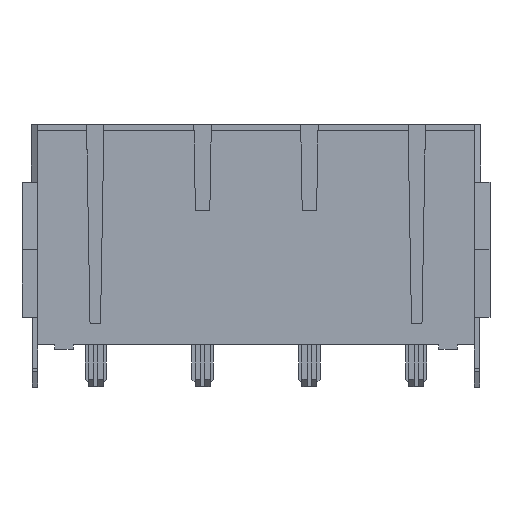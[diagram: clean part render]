
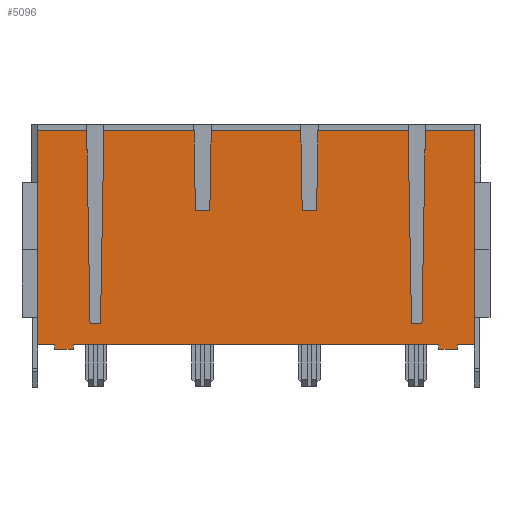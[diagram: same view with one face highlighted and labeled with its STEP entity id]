
A CAD part, front view. The second image highlights one B-rep face of the part: STEP entity #5096.
In plain terms, the highlighted planar face has unit normal (0, -1, 0).
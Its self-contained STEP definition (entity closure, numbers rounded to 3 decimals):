
#49=DIRECTION('',(0.017,0.,-1.));
#50=VECTOR('',#49,18.103);
#51=CARTESIAN_POINT('',(14.244,-3.95,9.8));
#52=LINE('',#51,#50);
#53=DIRECTION('',(0.017,0.,1.));
#54=VECTOR('',#53,18.103);
#55=CARTESIAN_POINT('',(15.54,-3.95,-8.3));
#56=LINE('',#55,#54);
#57=DIRECTION('',(1.,0.,0.));
#58=VECTOR('',#57,4.594);
#59=CARTESIAN_POINT('',(15.856,-3.95,9.8));
#60=LINE('',#59,#58);
#61=DIRECTION('',(0.,0.,-1.));
#62=VECTOR('',#61,20.1);
#63=CARTESIAN_POINT('',(20.45,-3.95,9.8));
#64=LINE('',#63,#62);
#65=DIRECTION('',(-1.,0.,0.));
#66=VECTOR('',#65,1.62);
#67=CARTESIAN_POINT('',(20.45,-3.95,-10.3));
#68=LINE('',#67,#66);
#69=DIRECTION('',(0.,0.,1.));
#70=VECTOR('',#69,0.4);
#71=CARTESIAN_POINT('',(17.13,-3.95,-10.7));
#72=LINE('',#71,#70);
#73=DIRECTION('',(-1.,0.,0.));
#74=VECTOR('',#73,34.26);
#75=CARTESIAN_POINT('',(17.13,-3.95,-10.3));
#76=LINE('',#75,#74);
#77=DIRECTION('',(0.,0.,1.));
#78=VECTOR('',#77,0.4);
#79=CARTESIAN_POINT('',(-18.83,-3.95,-10.7));
#80=LINE('',#79,#78);
#81=DIRECTION('',(-1.,0.,0.));
#82=VECTOR('',#81,1.62);
#83=CARTESIAN_POINT('',(-18.83,-3.95,-10.3));
#84=LINE('',#83,#82);
#85=DIRECTION('',(1.,0.,0.));
#86=VECTOR('',#85,4.594);
#87=CARTESIAN_POINT('',(-20.45,-3.95,9.8));
#88=LINE('',#87,#86);
#89=DIRECTION('',(0.017,0.,-1.));
#90=VECTOR('',#89,18.103);
#91=CARTESIAN_POINT('',(-15.856,-3.95,9.8));
#92=LINE('',#91,#90);
#93=DIRECTION('',(0.017,0.,1.));
#94=VECTOR('',#93,18.103);
#95=CARTESIAN_POINT('',(-14.56,-3.95,-8.3));
#96=LINE('',#95,#94);
#97=DIRECTION('',(1.,0.,0.));
#98=VECTOR('',#97,8.438);
#99=CARTESIAN_POINT('',(-14.244,-3.95,9.8));
#100=LINE('',#99,#98);
#101=DIRECTION('',(0.017,0.,-1.));
#102=VECTOR('',#101,7.501);
#103=CARTESIAN_POINT('',(-5.806,-3.95,9.8));
#104=LINE('',#103,#102);
#105=DIRECTION('',(0.017,0.,1.));
#106=VECTOR('',#105,7.501);
#107=CARTESIAN_POINT('',(-4.325,-3.95,2.3));
#108=LINE('',#107,#106);
#109=DIRECTION('',(1.,0.,0.));
#110=VECTOR('',#109,8.388);
#111=CARTESIAN_POINT('',(-4.194,-3.95,9.8));
#112=LINE('',#111,#110);
#113=DIRECTION('',(0.017,0.,-1.));
#114=VECTOR('',#113,7.501);
#115=CARTESIAN_POINT('',(4.194,-3.95,9.8));
#116=LINE('',#115,#114);
#117=DIRECTION('',(0.017,0.,1.));
#118=VECTOR('',#117,7.501);
#119=CARTESIAN_POINT('',(5.675,-3.95,2.3));
#120=LINE('',#119,#118);
#121=DIRECTION('',(1.,0.,0.));
#122=VECTOR('',#121,8.438);
#123=CARTESIAN_POINT('',(5.806,-3.95,9.8));
#124=LINE('',#123,#122);
#149=DIRECTION('',(-1.,0.,0.));
#150=VECTOR('',#149,1.35);
#151=CARTESIAN_POINT('',(5.675,-3.95,2.3));
#152=LINE('',#151,#150);
#181=DIRECTION('',(-1.,0.,0.));
#182=VECTOR('',#181,1.35);
#183=CARTESIAN_POINT('',(-4.325,-3.95,2.3));
#184=LINE('',#183,#182);
#213=DIRECTION('',(-1.,0.,0.));
#214=VECTOR('',#213,0.98);
#215=CARTESIAN_POINT('',(-14.56,-3.95,-8.3));
#216=LINE('',#215,#214);
#261=DIRECTION('',(0.,0.,-1.));
#262=VECTOR('',#261,20.1);
#263=CARTESIAN_POINT('',(-20.45,-3.95,9.8));
#264=LINE('',#263,#262);
#1609=DIRECTION('',(0.,0.,1.));
#1610=VECTOR('',#1609,0.4);
#1611=CARTESIAN_POINT('',(18.83,-3.95,-10.7));
#1612=LINE('',#1611,#1610);
#1617=DIRECTION('',(1.,0.,0.));
#1618=VECTOR('',#1617,1.7);
#1619=CARTESIAN_POINT('',(17.13,-3.95,-10.7));
#1620=LINE('',#1619,#1618);
#1697=DIRECTION('',(-1.,0.,0.));
#1698=VECTOR('',#1697,0.98);
#1699=CARTESIAN_POINT('',(15.54,-3.95,-8.3));
#1700=LINE('',#1699,#1698);
#2581=DIRECTION('',(1.,0.,0.));
#2582=VECTOR('',#2581,1.7);
#2583=CARTESIAN_POINT('',(-18.83,-3.95,-10.7));
#2584=LINE('',#2583,#2582);
#2597=DIRECTION('',(0.,0.,1.));
#2598=VECTOR('',#2597,0.4);
#2599=CARTESIAN_POINT('',(-17.13,-3.95,-10.7));
#2600=LINE('',#2599,#2598);
#3621=CARTESIAN_POINT('',(-17.13,-3.95,-10.3));
#3622=VERTEX_POINT('',#3621);
#3623=CARTESIAN_POINT('',(17.13,-3.95,-10.3));
#3624=VERTEX_POINT('',#3623);
#3759=CARTESIAN_POINT('',(18.83,-3.95,-10.3));
#3760=VERTEX_POINT('',#3759);
#3761=CARTESIAN_POINT('',(20.45,-3.95,-10.3));
#3762=VERTEX_POINT('',#3761);
#3765=CARTESIAN_POINT('',(-20.45,-3.95,-10.3));
#3767=VERTEX_POINT('',#3765);
#3769=CARTESIAN_POINT('',(-18.83,-3.95,-10.3));
#3770=VERTEX_POINT('',#3769);
#3795=CARTESIAN_POINT('',(17.13,-3.95,-10.7));
#3796=VERTEX_POINT('',#3795);
#3797=CARTESIAN_POINT('',(14.244,-3.95,9.8));
#3798=CARTESIAN_POINT('',(14.56,-3.95,-8.3));
#3799=VERTEX_POINT('',#3797);
#3800=VERTEX_POINT('',#3798);
#3801=CARTESIAN_POINT('',(15.54,-3.95,-8.3));
#3802=VERTEX_POINT('',#3801);
#3803=CARTESIAN_POINT('',(15.856,-3.95,9.8));
#3804=VERTEX_POINT('',#3803);
#3805=CARTESIAN_POINT('',(20.45,-3.95,9.8));
#3806=VERTEX_POINT('',#3805);
#3807=CARTESIAN_POINT('',(18.83,-3.95,-10.7));
#3808=VERTEX_POINT('',#3807);
#3809=CARTESIAN_POINT('',(-17.13,-3.95,-10.7));
#3810=VERTEX_POINT('',#3809);
#3811=CARTESIAN_POINT('',(-18.83,-3.95,-10.7));
#3812=VERTEX_POINT('',#3811);
#3813=CARTESIAN_POINT('',(-20.45,-3.95,9.8));
#3814=VERTEX_POINT('',#3813);
#3815=CARTESIAN_POINT('',(-15.856,-3.95,9.8));
#3816=VERTEX_POINT('',#3815);
#3817=CARTESIAN_POINT('',(-15.54,-3.95,-8.3));
#3818=VERTEX_POINT('',#3817);
#3819=CARTESIAN_POINT('',(-14.56,-3.95,-8.3));
#3820=VERTEX_POINT('',#3819);
#3821=CARTESIAN_POINT('',(-14.244,-3.95,9.8));
#3822=VERTEX_POINT('',#3821);
#3823=CARTESIAN_POINT('',(-5.806,-3.95,9.8));
#3824=VERTEX_POINT('',#3823);
#3825=CARTESIAN_POINT('',(-5.675,-3.95,2.3));
#3826=VERTEX_POINT('',#3825);
#3827=CARTESIAN_POINT('',(-4.325,-3.95,2.3));
#3828=VERTEX_POINT('',#3827);
#3829=CARTESIAN_POINT('',(-4.194,-3.95,9.8));
#3830=VERTEX_POINT('',#3829);
#3831=CARTESIAN_POINT('',(4.194,-3.95,9.8));
#3832=VERTEX_POINT('',#3831);
#3833=CARTESIAN_POINT('',(4.325,-3.95,2.3));
#3834=VERTEX_POINT('',#3833);
#3835=CARTESIAN_POINT('',(5.675,-3.95,2.3));
#3836=VERTEX_POINT('',#3835);
#3837=CARTESIAN_POINT('',(5.806,-3.95,9.8));
#3838=VERTEX_POINT('',#3837);
#5035=CARTESIAN_POINT('',(20.45,-3.95,-10.3));
#5036=DIRECTION('',(0.,1.,0.));
#5037=DIRECTION('',(0.,0.,1.));
#5038=AXIS2_PLACEMENT_3D('',#5035,#5036,#5037);
#5039=PLANE('',#5038);
#5041=ORIENTED_EDGE('',*,*,#5040,.T.);
#5043=ORIENTED_EDGE('',*,*,#5042,.F.);
#5045=ORIENTED_EDGE('',*,*,#5044,.T.);
#5047=ORIENTED_EDGE('',*,*,#5046,.T.);
#5049=ORIENTED_EDGE('',*,*,#5048,.T.);
#5051=ORIENTED_EDGE('',*,*,#5050,.T.);
#5053=ORIENTED_EDGE('',*,*,#5052,.F.);
#5055=ORIENTED_EDGE('',*,*,#5054,.F.);
#5056=ORIENTED_EDGE('',*,*,#5021,.T.);
#5057=ORIENTED_EDGE('',*,*,#4802,.T.);
#5059=ORIENTED_EDGE('',*,*,#5058,.F.);
#5061=ORIENTED_EDGE('',*,*,#5060,.F.);
#5063=ORIENTED_EDGE('',*,*,#5062,.T.);
#5065=ORIENTED_EDGE('',*,*,#5064,.T.);
#5067=ORIENTED_EDGE('',*,*,#5066,.F.);
#5069=ORIENTED_EDGE('',*,*,#5068,.T.);
#5071=ORIENTED_EDGE('',*,*,#5070,.T.);
#5073=ORIENTED_EDGE('',*,*,#5072,.F.);
#5075=ORIENTED_EDGE('',*,*,#5074,.T.);
#5077=ORIENTED_EDGE('',*,*,#5076,.T.);
#5079=ORIENTED_EDGE('',*,*,#5078,.T.);
#5081=ORIENTED_EDGE('',*,*,#5080,.F.);
#5083=ORIENTED_EDGE('',*,*,#5082,.T.);
#5085=ORIENTED_EDGE('',*,*,#5084,.T.);
#5087=ORIENTED_EDGE('',*,*,#5086,.T.);
#5089=ORIENTED_EDGE('',*,*,#5088,.F.);
#5091=ORIENTED_EDGE('',*,*,#5090,.T.);
#5093=ORIENTED_EDGE('',*,*,#5092,.T.);
#5094=EDGE_LOOP('',(#5041,#5043,#5045,#5047,#5049,#5051,#5053,#5055,#5056,#5057,
#5059,#5061,#5063,#5065,#5067,#5069,#5071,#5073,#5075,#5077,#5079,#5081,#5083,
#5085,#5087,#5089,#5091,#5093));
#5095=FACE_OUTER_BOUND('',#5094,.F.);
#4802=EDGE_CURVE('',#3624,#3622,#76,.T.);
#5021=EDGE_CURVE('',#3796,#3624,#72,.T.);
#5040=EDGE_CURVE('',#3799,#3800,#52,.T.);
#5042=EDGE_CURVE('',#3802,#3800,#1700,.T.);
#5044=EDGE_CURVE('',#3802,#3804,#56,.T.);
#5046=EDGE_CURVE('',#3804,#3806,#60,.T.);
#5048=EDGE_CURVE('',#3806,#3762,#64,.T.);
#5050=EDGE_CURVE('',#3762,#3760,#68,.T.);
#5052=EDGE_CURVE('',#3808,#3760,#1612,.T.);
#5054=EDGE_CURVE('',#3796,#3808,#1620,.T.);
#5058=EDGE_CURVE('',#3810,#3622,#2600,.T.);
#5060=EDGE_CURVE('',#3812,#3810,#2584,.T.);
#5062=EDGE_CURVE('',#3812,#3770,#80,.T.);
#5064=EDGE_CURVE('',#3770,#3767,#84,.T.);
#5066=EDGE_CURVE('',#3814,#3767,#264,.T.);
#5068=EDGE_CURVE('',#3814,#3816,#88,.T.);
#5070=EDGE_CURVE('',#3816,#3818,#92,.T.);
#5072=EDGE_CURVE('',#3820,#3818,#216,.T.);
#5074=EDGE_CURVE('',#3820,#3822,#96,.T.);
#5076=EDGE_CURVE('',#3822,#3824,#100,.T.);
#5078=EDGE_CURVE('',#3824,#3826,#104,.T.);
#5080=EDGE_CURVE('',#3828,#3826,#184,.T.);
#5082=EDGE_CURVE('',#3828,#3830,#108,.T.);
#5084=EDGE_CURVE('',#3830,#3832,#112,.T.);
#5086=EDGE_CURVE('',#3832,#3834,#116,.T.);
#5088=EDGE_CURVE('',#3836,#3834,#152,.T.);
#5090=EDGE_CURVE('',#3836,#3838,#120,.T.);
#5092=EDGE_CURVE('',#3838,#3799,#124,.T.);
#5096=ADVANCED_FACE('',(#5095),#5039,.F.);
